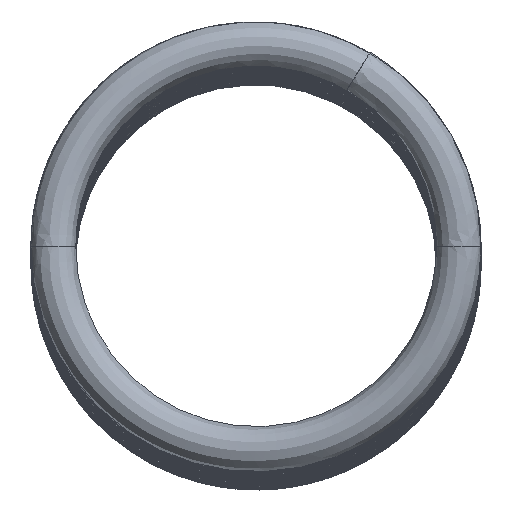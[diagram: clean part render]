
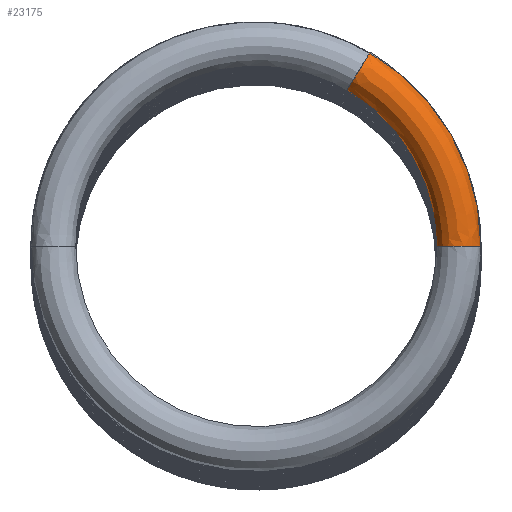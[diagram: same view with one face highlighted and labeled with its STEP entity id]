
A CAD part, top view. The second image highlights one B-rep face of the part: STEP entity #23175.
In plain terms, the highlighted free-form (B-spline) face has degree [5, 5] with [6, 6] control points.
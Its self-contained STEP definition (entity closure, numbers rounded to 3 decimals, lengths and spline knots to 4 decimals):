
#23070=CARTESIAN_POINT('Vertex',(3.3385,0.0057,199.5909)) ;
#23086=CARTESIAN_POINT('Vertex',(4.1615,-0.0057,199.7197)) ;
#23090=CARTESIAN_POINT('Control Point',(3.3385,0.0057,199.5909)) ;
#23091=CARTESIAN_POINT('Control Point',(3.081,0.0075,201.2369)) ;
#23092=CARTESIAN_POINT('Control Point',(4.8556,-0.0162,200.6715)) ;
#23093=CARTESIAN_POINT('Control Point',(5.1131,-0.0179,199.0255)) ;
#23094=CARTESIAN_POINT('Control Point',(3.5961,0.0039,197.945)) ;
#23095=CARTESIAN_POINT('Control Point',(3.3385,0.0057,199.5909)) ;
#23105=CARTESIAN_POINT('Control Point',(3.3385,0.0057,199.5909)) ;
#23106=CARTESIAN_POINT('Control Point',(3.081,0.0075,201.2369)) ;
#23107=CARTESIAN_POINT('Control Point',(4.8556,-0.0162,200.6715)) ;
#23108=CARTESIAN_POINT('Control Point',(5.1131,-0.0179,199.0255)) ;
#23109=CARTESIAN_POINT('Control Point',(3.5961,0.0039,197.945)) ;
#23110=CARTESIAN_POINT('Control Point',(3.3385,0.0057,199.5909)) ;
#23111=CARTESIAN_POINT('Control Point',(3.3384,0.7018,199.6532)) ;
#23112=CARTESIAN_POINT('Control Point',(3.0536,0.6503,201.2949)) ;
#23113=CARTESIAN_POINT('Control Point',(4.8423,0.9938,200.7585)) ;
#23114=CARTESIAN_POINT('Control Point',(5.1271,1.0453,199.1167)) ;
#23115=CARTESIAN_POINT('Control Point',(3.6232,0.7533,198.0114)) ;
#23116=CARTESIAN_POINT('Control Point',(3.3384,0.7018,199.6532)) ;
#23117=CARTESIAN_POINT('Control Point',(3.1572,1.3982,199.7144)) ;
#23118=CARTESIAN_POINT('Control Point',(2.8551,1.2794,201.3508)) ;
#23119=CARTESIAN_POINT('Control Point',(4.5637,1.9957,200.8478)) ;
#23120=CARTESIAN_POINT('Control Point',(4.8658,2.1145,199.2114)) ;
#23121=CARTESIAN_POINT('Control Point',(3.4593,1.5169,198.0781)) ;
#23122=CARTESIAN_POINT('Control Point',(3.1572,1.3982,199.7144)) ;
#23123=CARTESIAN_POINT('Control Point',(2.7947,2.031,199.7753)) ;
#23124=CARTESIAN_POINT('Control Point',(2.4951,1.8311,201.4052)) ;
#23125=CARTESIAN_POINT('Control Point',(4.0257,2.8938,200.9375)) ;
#23126=CARTESIAN_POINT('Control Point',(4.3252,3.0937,199.3076)) ;
#23127=CARTESIAN_POINT('Control Point',(3.0942,2.2309,198.1454)) ;
#23128=CARTESIAN_POINT('Control Point',(2.7947,2.031,199.7753)) ;
#23129=CARTESIAN_POINT('Control Point',(2.2846,2.5401,199.8366)) ;
#23130=CARTESIAN_POINT('Control Point',(2.0184,2.2594,201.4595)) ;
#23131=CARTESIAN_POINT('Control Point',(3.2866,3.6068,201.0257)) ;
#23132=CARTESIAN_POINT('Control Point',(3.5528,3.8875,199.4029)) ;
#23133=CARTESIAN_POINT('Control Point',(2.5508,2.8209,198.2138)) ;
#23134=CARTESIAN_POINT('Control Point',(2.2846,2.5401,199.8366)) ;
#23135=CARTESIAN_POINT('Control Point',(1.6824,2.8923,199.899)) ;
#23136=CARTESIAN_POINT('Control Point',(1.4745,2.5458,201.5152)) ;
#23137=CARTESIAN_POINT('Control Point',(2.4254,4.0957,201.1112)) ;
#23138=CARTESIAN_POINT('Control Point',(2.6333,4.4422,199.4949)) ;
#23139=CARTESIAN_POINT('Control Point',(1.8903,3.2388,198.2827)) ;
#23140=CARTESIAN_POINT('Control Point',(1.6824,2.8923,199.899)) ;
#23142=CARTESIAN_POINT('Control Point',(3.3385,0.0057,199.5909)) ;
#23143=CARTESIAN_POINT('Control Point',(3.3384,0.7018,199.6532)) ;
#23144=CARTESIAN_POINT('Control Point',(3.1572,1.3982,199.7144)) ;
#23145=CARTESIAN_POINT('Control Point',(2.7947,2.031,199.7753)) ;
#23146=CARTESIAN_POINT('Control Point',(2.2846,2.5401,199.8366)) ;
#23147=CARTESIAN_POINT('Control Point',(1.6824,2.8923,199.899)) ;
#23148=CARTESIAN_POINT('Vertex',(1.6824,2.8923,199.899)) ;
#23152=CARTESIAN_POINT('Control Point',(4.1615,-0.0057,199.7197)) ;
#23153=CARTESIAN_POINT('Control Point',(4.1616,0.8606,199.7954)) ;
#23154=CARTESIAN_POINT('Control Point',(3.936,1.7266,199.872)) ;
#23155=CARTESIAN_POINT('Control Point',(3.4851,2.5124,199.9489)) ;
#23156=CARTESIAN_POINT('Control Point',(2.8521,3.1437,200.0255)) ;
#23157=CARTESIAN_POINT('Control Point',(2.1059,3.5806,200.101)) ;
#23158=CARTESIAN_POINT('Vertex',(2.1059,3.5806,200.101)) ;
#23162=CARTESIAN_POINT('Control Point',(1.6824,2.8923,199.899)) ;
#23163=CARTESIAN_POINT('Control Point',(1.4745,2.5458,201.5152)) ;
#23164=CARTESIAN_POINT('Control Point',(2.4254,4.0957,201.1112)) ;
#23165=CARTESIAN_POINT('Control Point',(2.6333,4.4422,199.4949)) ;
#23166=CARTESIAN_POINT('Control Point',(1.8903,3.2388,198.2827)) ;
#23167=CARTESIAN_POINT('Control Point',(1.6824,2.8923,199.899)) ;
#23170=ORIENTED_EDGE('',*,*,#23150,.F.) ;
#23171=ORIENTED_EDGE('',*,*,#23096,.T.) ;
#23172=ORIENTED_EDGE('',*,*,#23160,.T.) ;
#23173=ORIENTED_EDGE('',*,*,#23168,.F.) ;
#23175=ADVANCED_FACE('PartBody',(#23174),#23104,.F.) ;
#23096=EDGE_CURVE('',#23071,#23087,#23089,.T.) ;
#23150=EDGE_CURVE('',#23071,#23149,#23141,.T.) ;
#23160=EDGE_CURVE('',#23087,#23159,#23151,.T.) ;
#23168=EDGE_CURVE('',#23149,#23159,#23161,.T.) ;
#23169=EDGE_LOOP('',(#23170,#23171,#23172,#23173)) ;
#23174=FACE_OUTER_BOUND('',#23169,.T.) ;
#23071=VERTEX_POINT('',#23070) ;
#23087=VERTEX_POINT('',#23086) ;
#23149=VERTEX_POINT('',#23148) ;
#23159=VERTEX_POINT('',#23158) ;
#23089=(BOUNDED_CURVE()B_SPLINE_CURVE(5,(#23090,#23091,#23092,#23093,#23094,#23095),.UNSPECIFIED.,.F.,.U.)B_SPLINE_CURVE_WITH_KNOTS((6,6),(0.,2.6169),.UNSPECIFIED.)CURVE()GEOMETRIC_REPRESENTATION_ITEM()RATIONAL_B_SPLINE_CURVE((1.,0.2,0.2,0.2,0.2,1.))REPRESENTATION_ITEM('')) ;
#23141=(BOUNDED_CURVE()B_SPLINE_CURVE(5,(#23142,#23143,#23144,#23145,#23146,#23147),.UNSPECIFIED.,.F.,.U.)B_SPLINE_CURVE_WITH_KNOTS((6,6),(0.,4.147),.UNSPECIFIED.)CURVE()GEOMETRIC_REPRESENTATION_ITEM()RATIONAL_B_SPLINE_CURVE((1.,1.,1.,1.,1.,1.))REPRESENTATION_ITEM('')) ;
#23151=(BOUNDED_CURVE()B_SPLINE_CURVE(5,(#23152,#23153,#23154,#23155,#23156,#23157),.UNSPECIFIED.,.F.,.U.)B_SPLINE_CURVE_WITH_KNOTS((6,6),(0.,4.147),.UNSPECIFIED.)CURVE()GEOMETRIC_REPRESENTATION_ITEM()RATIONAL_B_SPLINE_CURVE((0.25,0.25,0.25,0.25,0.25,0.25))REPRESENTATION_ITEM('')) ;
#23161=(BOUNDED_CURVE()B_SPLINE_CURVE(5,(#23162,#23163,#23164,#23165,#23166,#23167),.UNSPECIFIED.,.F.,.U.)B_SPLINE_CURVE_WITH_KNOTS((6,6),(0.,2.6169),.UNSPECIFIED.)CURVE()GEOMETRIC_REPRESENTATION_ITEM()RATIONAL_B_SPLINE_CURVE((1.,0.2,0.2,0.2,0.2,1.))REPRESENTATION_ITEM('')) ;
#23104=(BOUNDED_SURFACE()B_SPLINE_SURFACE(5,5,((#23105,#23106,#23107,#23108,#23109,#23110),(#23111,#23112,#23113,#23114,#23115,#23116),(#23117,#23118,#23119,#23120,#23121,#23122),(#23123,#23124,#23125,#23126,#23127,#23128),(#23129,#23130,#23131,#23132,#23133,#23134),(#23135,#23136,#23137,#23138,#23139,#23140)),.UNSPECIFIED.,.F.,.F.,.U.)B_SPLINE_SURFACE_WITH_KNOTS((6,6),(6,6),(0.,4.147),(0.,2.6169),.UNSPECIFIED.)GEOMETRIC_REPRESENTATION_ITEM()RATIONAL_B_SPLINE_SURFACE(((1.,0.2,0.2,0.2,0.2,1.),(1.,0.2,0.2,0.2,0.2,1.),(1.,0.2,0.2,0.2,0.2,1.),(1.,0.2,0.2,0.2,0.2,1.),(1.,0.2,0.2,0.2,0.2,1.),(1.,0.2,0.2,0.2,0.2,1.)))REPRESENTATION_ITEM('Rational BSpline Surface')SURFACE()) ;
